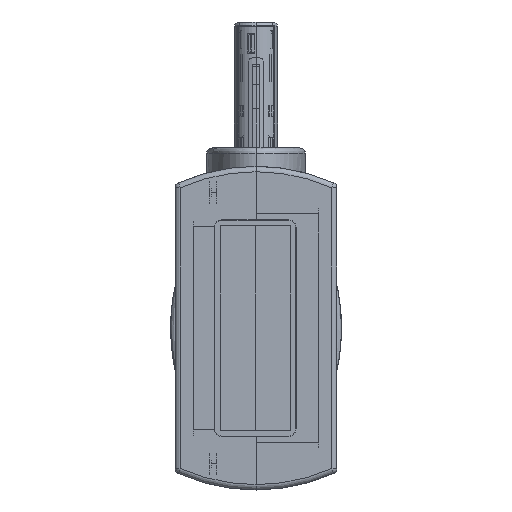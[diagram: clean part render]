
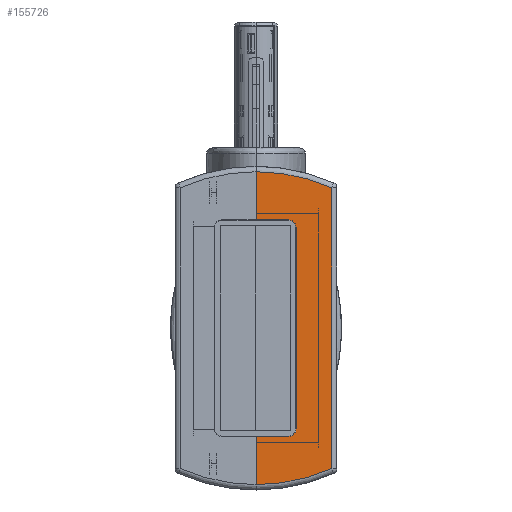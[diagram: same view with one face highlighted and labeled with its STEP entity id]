
A CAD part, left-side view. The second image highlights one B-rep face of the part: STEP entity #155726.
In plain terms, the highlighted face is planar.
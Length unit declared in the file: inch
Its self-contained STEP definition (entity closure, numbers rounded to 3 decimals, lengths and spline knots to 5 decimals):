
#2168 = VECTOR ( 'NONE', #76666, 39.37008 ) ;
#3088 = VECTOR ( 'NONE', #88785, 39.37008 ) ;
#5595 = VERTEX_POINT ( 'NONE', #160858 ) ;
#7597 = PLANE ( 'NONE',  #91194 ) ;
#8155 = AXIS2_PLACEMENT_3D ( 'NONE', #144934, #155931, #92487 ) ;
#10080 = LINE ( 'NONE', #61638, #122887 ) ;
#11567 = LINE ( 'NONE', #50434, #2168 ) ;
#11715 = CARTESIAN_POINT ( 'NONE',  ( -0.34252, 0., -0.57874 ) ) ;
#13395 = ORIENTED_EDGE ( 'NONE', *, *, #80561, .F. ) ;
#13912 = EDGE_CURVE ( 'NONE', #145422, #99392, #82993, .T. ) ;
#14382 = CIRCLE ( 'NONE', #133195, 0.01673 ) ;
#17054 = CARTESIAN_POINT ( 'NONE',  ( 0.30737, -0.16535, -0.57874 ) ) ;
#17313 = ORIENTED_EDGE ( 'NONE', *, *, #13912, .T. ) ;
#18871 = ORIENTED_EDGE ( 'NONE', *, *, #125025, .T. ) ;
#23010 = LINE ( 'NONE', #71269, #66154 ) ;
#27063 = ORIENTED_EDGE ( 'NONE', *, *, #151637, .F. ) ;
#34524 = LINE ( 'NONE', #84480, #57114 ) ;
#35631 = VERTEX_POINT ( 'NONE', #98463 ) ;
#36481 = CARTESIAN_POINT ( 'NONE',  ( -0.2372, -0.07087, -0.57874 ) ) ;
#36995 = VERTEX_POINT ( 'NONE', #36481 ) ;
#37488 = VECTOR ( 'NONE', #97371, 39.37008 ) ;
#39637 = VERTEX_POINT ( 'NONE', #82751 ) ;
#40626 = VERTEX_POINT ( 'NONE', #99849 ) ;
#41900 = ORIENTED_EDGE ( 'NONE', *, *, #103348, .F. ) ;
#46491 = DIRECTION ( 'NONE',  ( 1., 0., 0. ) ) ;
#48987 = CARTESIAN_POINT ( 'NONE',  ( 0., 0., -0.57874 ) ) ;
#49946 = EDGE_CURVE ( 'NONE', #121100, #35631, #87949, .T. ) ;
#50434 = CARTESIAN_POINT ( 'NONE',  ( 0.2372, 0., -0.57874 ) ) ;
#57114 = VECTOR ( 'NONE', #97181, 39.37008 ) ;
#58520 = ORIENTED_EDGE ( 'NONE', *, *, #49946, .T. ) ;
#59441 = CIRCLE ( 'NONE', #8155, 0.01673 ) ;
#60272 = CIRCLE ( 'NONE', #154854, 0.4065 ) ;
#61638 = CARTESIAN_POINT ( 'NONE',  ( -0.2372, 0., -0.57874 ) ) ;
#66154 = VECTOR ( 'NONE', #84827, 39.37008 ) ;
#71269 = CARTESIAN_POINT ( 'NONE',  ( 0.22047, -0.0876, -0.57874 ) ) ;
#72669 = DIRECTION ( 'NONE',  ( 0., 0., -1. ) ) ;
#74339 = FACE_OUTER_BOUND ( 'NONE', #138505, .T. ) ;
#76666 = DIRECTION ( 'NONE',  ( 0., -1., 0. ) ) ;
#80561 = EDGE_CURVE ( 'NONE', #5595, #141614, #11567, .T. ) ;
#81610 = CARTESIAN_POINT ( 'NONE',  ( 0.34252, 0., -0.57874 ) ) ;
#82751 = CARTESIAN_POINT ( 'NONE',  ( -0.22047, -0.0876, -0.57874 ) ) ;
#82993 = LINE ( 'NONE', #17054, #37488 ) ;
#83199 = DIRECTION ( 'NONE',  ( 0., 0., -1. ) ) ;
#84480 = CARTESIAN_POINT ( 'NONE',  ( 0.2372, 0., -0.57874 ) ) ;
#84827 = DIRECTION ( 'NONE',  ( -1., 0., 0. ) ) ;
#85400 = DIRECTION ( 'NONE',  ( 0., 0., 1. ) ) ;
#86118 = EDGE_CURVE ( 'NONE', #5595, #153788, #34524, .T. ) ;
#87949 = LINE ( 'NONE', #99814, #3088 ) ;
#88785 = DIRECTION ( 'NONE',  ( 1., 0., 0. ) ) ;
#89285 = ORIENTED_EDGE ( 'NONE', *, *, #144503, .F. ) ;
#90993 = ORIENTED_EDGE ( 'NONE', *, *, #105444, .T. ) ;
#91194 = AXIS2_PLACEMENT_3D ( 'NONE', #48987, #85400, #46491 ) ;
#91934 = CARTESIAN_POINT ( 'NONE',  ( 0.2372, -0.07087, -0.57874 ) ) ;
#92487 = DIRECTION ( 'NONE',  ( 0., -1., 0. ) ) ;
#93094 = AXIS2_PLACEMENT_3D ( 'NONE', #164512, #150996, #163673 ) ;
#97181 = DIRECTION ( 'NONE',  ( 1., 0., 0. ) ) ;
#97371 = DIRECTION ( 'NONE',  ( -1., 0., 0. ) ) ;
#98390 = EDGE_CURVE ( 'NONE', #99392, #121100, #60272, .T. ) ;
#98463 = CARTESIAN_POINT ( 'NONE',  ( -0.2372, 0., -0.57874 ) ) ;
#99392 = VERTEX_POINT ( 'NONE', #151382 ) ;
#99814 = CARTESIAN_POINT ( 'NONE',  ( -0.34252, 0., -0.57874 ) ) ;
#99849 = CARTESIAN_POINT ( 'NONE',  ( 0.22047, -0.0876, -0.57874 ) ) ;
#103348 = EDGE_CURVE ( 'NONE', #141614, #40626, #14382, .T. ) ;
#105444 = EDGE_CURVE ( 'NONE', #153788, #145422, #109283, .T. ) ;
#108602 = CARTESIAN_POINT ( 'NONE',  ( 0.22047, -0.07087, -0.57874 ) ) ;
#109283 = CIRCLE ( 'NONE', #93094, 0.4065 ) ;
#113285 = DIRECTION ( 'NONE',  ( 0., -1., 0. ) ) ;
#121100 = VERTEX_POINT ( 'NONE', #11715 ) ;
#122887 = VECTOR ( 'NONE', #113285, 39.37008 ) ;
#123845 = ORIENTED_EDGE ( 'NONE', *, *, #86118, .T. ) ;
#124310 = DIRECTION ( 'NONE',  ( -0.914, -0.407, 0. ) ) ;
#125025 = EDGE_CURVE ( 'NONE', #35631, #36995, #10080, .T. ) ;
#133195 = AXIS2_PLACEMENT_3D ( 'NONE', #108602, #83199, #134818 ) ;
#134818 = DIRECTION ( 'NONE',  ( 1., 0., 0. ) ) ;
#136982 = CARTESIAN_POINT ( 'NONE',  ( 0.06398, 0., -0.57874 ) ) ;
#138505 = EDGE_LOOP ( 'NONE', ( #41900, #13395, #123845, #90993, #17313, #167076, #58520, #18871, #89285, #27063 ) ) ;
#141614 = VERTEX_POINT ( 'NONE', #91934 ) ;
#144503 = EDGE_CURVE ( 'NONE', #39637, #36995, #59441, .T. ) ;
#144934 = CARTESIAN_POINT ( 'NONE',  ( -0.22047, -0.07087, -0.57874 ) ) ;
#145422 = VERTEX_POINT ( 'NONE', #148506 ) ;
#148506 = CARTESIAN_POINT ( 'NONE',  ( 0.30737, -0.16535, -0.57874 ) ) ;
#150996 = DIRECTION ( 'NONE',  ( 0., 0., -1. ) ) ;
#151382 = CARTESIAN_POINT ( 'NONE',  ( -0.30737, -0.16535, -0.57874 ) ) ;
#151637 = EDGE_CURVE ( 'NONE', #40626, #39637, #23010, .T. ) ;
#153788 = VERTEX_POINT ( 'NONE', #81610 ) ;
#154854 = AXIS2_PLACEMENT_3D ( 'NONE', #136982, #72669, #124310 ) ;
#155726 = ADVANCED_FACE ( 'NONE', ( #74339 ), #7597, .F. ) ;
#155931 = DIRECTION ( 'NONE',  ( 0., 0., -1. ) ) ;
#160858 = CARTESIAN_POINT ( 'NONE',  ( 0.2372, 0., -0.57874 ) ) ;
#163673 = DIRECTION ( 'NONE',  ( 1., 0., 0. ) ) ;
#164512 = CARTESIAN_POINT ( 'NONE',  ( -0.06398, 0., -0.57874 ) ) ;
#167076 = ORIENTED_EDGE ( 'NONE', *, *, #98390, .T. ) ;
